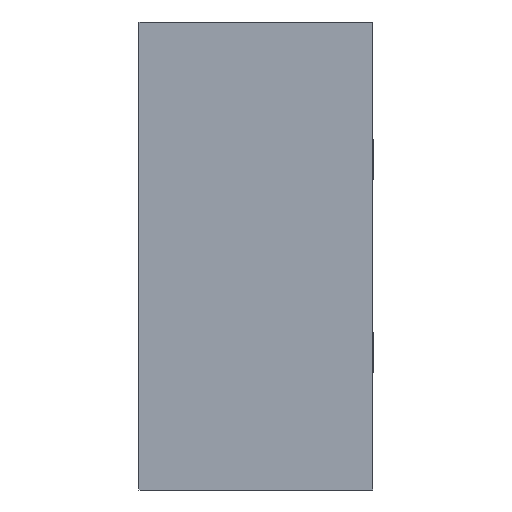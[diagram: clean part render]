
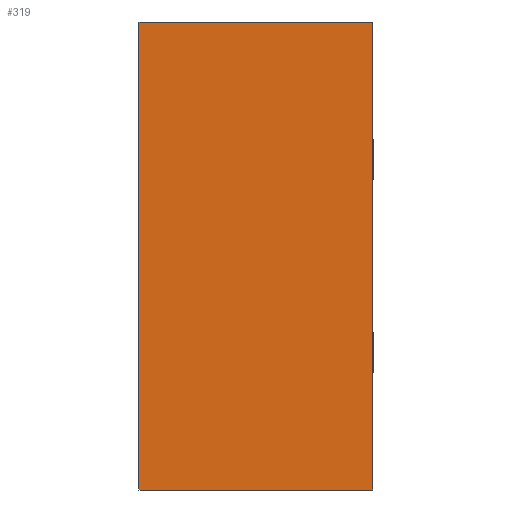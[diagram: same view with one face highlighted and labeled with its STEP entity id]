
A CAD part, left-side view. The second image highlights one B-rep face of the part: STEP entity #319.
In plain terms, the highlighted planar face has unit normal (-1, 0, 0).
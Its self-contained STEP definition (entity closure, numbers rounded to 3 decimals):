
#22 = DIRECTION ( 'NONE',  ( 0., 0., -1. ) ) ;
#31 = CARTESIAN_POINT ( 'NONE',  ( -26., -5., -10. ) ) ;
#36 = VERTEX_POINT ( 'NONE', #626 ) ;
#48 = DIRECTION ( 'NONE',  ( 0., 0., 1. ) ) ;
#77 = LINE ( 'NONE', #296, #112 ) ;
#99 = CARTESIAN_POINT ( 'NONE',  ( -26., 5., 10. ) ) ;
#110 = EDGE_LOOP ( 'NONE', ( #641, #685, #671, #215 ) ) ;
#112 = VECTOR ( 'NONE', #552, 1000. ) ;
#143 = DIRECTION ( 'NONE',  ( 1., 0., 0. ) ) ;
#171 = AXIS2_PLACEMENT_3D ( 'NONE', #368, #143, #22 ) ;
#175 = VERTEX_POINT ( 'NONE', #99 ) ;
#215 = ORIENTED_EDGE ( 'NONE', *, *, #431, .T. ) ;
#265 = LINE ( 'NONE', #334, #478 ) ;
#287 = CARTESIAN_POINT ( 'NONE',  ( -26., -5., -10. ) ) ;
#289 = VECTOR ( 'NONE', #48, 1000. ) ;
#296 = CARTESIAN_POINT ( 'NONE',  ( -26., 5., 10. ) ) ;
#314 = LINE ( 'NONE', #677, #364 ) ;
#319 = ADVANCED_FACE ( 'NONE', ( #433 ), #655, .F. ) ;
#334 = CARTESIAN_POINT ( 'NONE',  ( -26., 5., -10. ) ) ;
#339 = LINE ( 'NONE', #287, #289 ) ;
#361 = VERTEX_POINT ( 'NONE', #512 ) ;
#364 = VECTOR ( 'NONE', #560, 1000. ) ;
#368 = CARTESIAN_POINT ( 'NONE',  ( -26., 5., -10. ) ) ;
#375 = EDGE_CURVE ( 'NONE', #36, #175, #314, .T. ) ;
#416 = VERTEX_POINT ( 'NONE', #31 ) ;
#431 = EDGE_CURVE ( 'NONE', #36, #416, #265, .T. ) ;
#433 = FACE_OUTER_BOUND ( 'NONE', #110, .T. ) ;
#478 = VECTOR ( 'NONE', #573, 1000. ) ;
#512 = CARTESIAN_POINT ( 'NONE',  ( -26., -5., 10. ) ) ;
#552 = DIRECTION ( 'NONE',  ( 0., -1., 0. ) ) ;
#560 = DIRECTION ( 'NONE',  ( 0., 0., 1. ) ) ;
#573 = DIRECTION ( 'NONE',  ( 0., -1., 0. ) ) ;
#626 = CARTESIAN_POINT ( 'NONE',  ( -26., 5., -10. ) ) ;
#632 = EDGE_CURVE ( 'NONE', #416, #361, #339, .T. ) ;
#641 = ORIENTED_EDGE ( 'NONE', *, *, #632, .T. ) ;
#655 = PLANE ( 'NONE',  #171 ) ;
#671 = ORIENTED_EDGE ( 'NONE', *, *, #375, .F. ) ;
#677 = CARTESIAN_POINT ( 'NONE',  ( -26., 5., -10. ) ) ;
#685 = ORIENTED_EDGE ( 'NONE', *, *, #722, .F. ) ;
#722 = EDGE_CURVE ( 'NONE', #175, #361, #77, .T. ) ;
